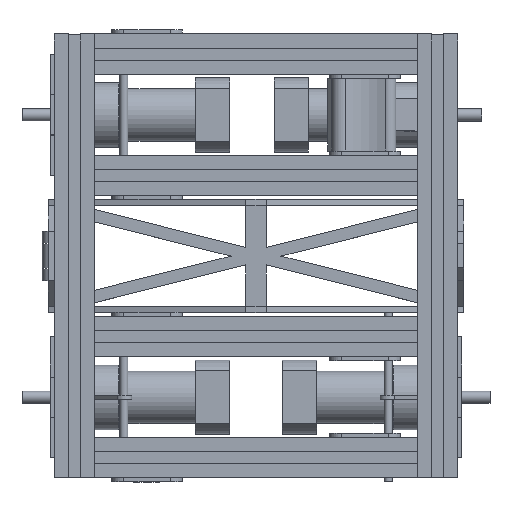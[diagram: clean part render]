
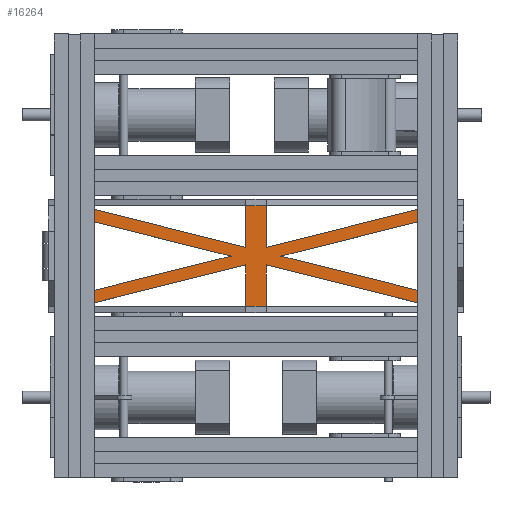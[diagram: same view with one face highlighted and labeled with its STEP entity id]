
A CAD part, top view. The second image highlights one B-rep face of the part: STEP entity #16264.
In plain terms, the highlighted planar face has unit normal (0, 0, 1).
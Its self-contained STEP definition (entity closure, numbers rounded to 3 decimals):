
#989=FACE_OUTER_BOUND('',#1968,.T.);
#1968=EDGE_LOOP('',(#11934,#11935,#11936,#11937,#11938,#11939,#11940,#11941,
#11942,#11943,#11944,#11945,#11946,#11947,#11948,#11949,#11950,#11951,#11952,
#11953,#11954,#11955,#11956,#11957,#11958,#11959,#11960,#11961,#11962,#11963));
#3576=LINE('',#24056,#5366);
#3582=LINE('',#24068,#5372);
#3585=LINE('',#24074,#5375);
#3612=LINE('',#24125,#5402);
#3640=LINE('',#24183,#5430);
#3642=LINE('',#24187,#5432);
#3644=LINE('',#24190,#5434);
#3652=LINE('',#24210,#5442);
#3660=LINE('',#24225,#5450);
#3689=LINE('',#24281,#5479);
#3692=LINE('',#24286,#5482);
#3719=LINE('',#24362,#5509);
#3722=LINE('',#24368,#5512);
#3725=LINE('',#24372,#5515);
#3726=LINE('',#24375,#5516);
#3730=LINE('',#24383,#5520);
#3733=LINE('',#24387,#5523);
#3735=LINE('',#24392,#5525);
#3738=LINE('',#24396,#5528);
#3740=LINE('',#24401,#5530);
#3743=LINE('',#24407,#5533);
#3746=LINE('',#24413,#5536);
#3749=LINE('',#24417,#5539);
#3750=LINE('',#24420,#5540);
#3754=LINE('',#24428,#5544);
#3757=LINE('',#24432,#5547);
#3759=LINE('',#24437,#5549);
#3762=LINE('',#24443,#5552);
#3765=LINE('',#24447,#5555);
#3767=LINE('',#24450,#5557);
#5366=VECTOR('',#19488,10.);
#5372=VECTOR('',#19494,10.);
#5375=VECTOR('',#19497,10.);
#5402=VECTOR('',#19538,10.);
#5430=VECTOR('',#19580,10.);
#5432=VECTOR('',#19582,10.);
#5434=VECTOR('',#19584,10.);
#5442=VECTOR('',#19600,10.);
#5450=VECTOR('',#19610,10.);
#5479=VECTOR('',#19653,10.);
#5482=VECTOR('',#19656,10.);
#5509=VECTOR('',#19745,10.);
#5512=VECTOR('',#19750,10.);
#5515=VECTOR('',#19755,10.);
#5516=VECTOR('',#19758,10.);
#5520=VECTOR('',#19764,10.);
#5523=VECTOR('',#19769,10.);
#5525=VECTOR('',#19773,10.);
#5528=VECTOR('',#19778,10.);
#5530=VECTOR('',#19782,10.);
#5533=VECTOR('',#19787,10.);
#5536=VECTOR('',#19792,10.);
#5539=VECTOR('',#19797,10.);
#5540=VECTOR('',#19800,10.);
#5544=VECTOR('',#19806,10.);
#5547=VECTOR('',#19811,10.);
#5549=VECTOR('',#19815,10.);
#5552=VECTOR('',#19820,10.);
#5555=VECTOR('',#19825,10.);
#5557=VECTOR('',#19829,10.);
#7172=VERTEX_POINT('',#24054);
#7173=VERTEX_POINT('',#24055);
#7178=VERTEX_POINT('',#24065);
#7179=VERTEX_POINT('',#24067);
#7181=VERTEX_POINT('',#24071);
#7182=VERTEX_POINT('',#24073);
#7199=VERTEX_POINT('',#24123);
#7209=VERTEX_POINT('',#24149);
#7213=VERTEX_POINT('',#24159);
#7222=VERTEX_POINT('',#24182);
#7223=VERTEX_POINT('',#24184);
#7224=VERTEX_POINT('',#24186);
#7225=VERTEX_POINT('',#24189);
#7233=VERTEX_POINT('',#24208);
#7239=VERTEX_POINT('',#24224);
#7259=VERTEX_POINT('',#24280);
#7261=VERTEX_POINT('',#24284);
#7278=VERTEX_POINT('',#24359);
#7279=VERTEX_POINT('',#24361);
#7281=VERTEX_POINT('',#24367);
#7282=VERTEX_POINT('',#24374);
#7285=VERTEX_POINT('',#24382);
#7287=VERTEX_POINT('',#24391);
#7289=VERTEX_POINT('',#24400);
#7291=VERTEX_POINT('',#24406);
#7293=VERTEX_POINT('',#24412);
#7294=VERTEX_POINT('',#24419);
#7297=VERTEX_POINT('',#24427);
#7299=VERTEX_POINT('',#24436);
#7301=VERTEX_POINT('',#24442);
#8852=EDGE_CURVE('',#7172,#7173,#3576,.T.);
#8858=EDGE_CURVE('',#7179,#7178,#3582,.T.);
#8861=EDGE_CURVE('',#7182,#7181,#3585,.T.);
#8888=EDGE_CURVE('',#7173,#7199,#3612,.T.);
#8916=EDGE_CURVE('',#7209,#7222,#3640,.T.);
#8918=EDGE_CURVE('',#7224,#7223,#3642,.T.);
#8920=EDGE_CURVE('',#7225,#7213,#3644,.T.);
#8930=EDGE_CURVE('',#7222,#7233,#3652,.T.);
#8938=EDGE_CURVE('',#7239,#7172,#3660,.T.);
#8967=EDGE_CURVE('',#7259,#7225,#3689,.T.);
#8970=EDGE_CURVE('',#7178,#7261,#3692,.T.);
#9007=EDGE_CURVE('',#7279,#7278,#3719,.T.);
#9010=EDGE_CURVE('',#7281,#7279,#3722,.T.);
#9013=EDGE_CURVE('',#7261,#7281,#3725,.T.);
#9014=EDGE_CURVE('',#7282,#7179,#3726,.T.);
#9018=EDGE_CURVE('',#7285,#7282,#3730,.T.);
#9021=EDGE_CURVE('',#7181,#7285,#3733,.T.);
#9023=EDGE_CURVE('',#7287,#7182,#3735,.T.);
#9026=EDGE_CURVE('',#7199,#7287,#3738,.T.);
#9028=EDGE_CURVE('',#7289,#7239,#3740,.T.);
#9031=EDGE_CURVE('',#7291,#7289,#3743,.T.);
#9034=EDGE_CURVE('',#7293,#7291,#3746,.T.);
#9037=EDGE_CURVE('',#7233,#7293,#3749,.T.);
#9038=EDGE_CURVE('',#7294,#7209,#3750,.T.);
#9042=EDGE_CURVE('',#7297,#7294,#3754,.T.);
#9045=EDGE_CURVE('',#7223,#7297,#3757,.T.);
#9047=EDGE_CURVE('',#7299,#7224,#3759,.T.);
#9050=EDGE_CURVE('',#7301,#7299,#3762,.T.);
#9053=EDGE_CURVE('',#7213,#7301,#3765,.T.);
#9055=EDGE_CURVE('',#7278,#7259,#3767,.T.);
#11934=ORIENTED_EDGE('',*,*,#9055,.T.);
#11935=ORIENTED_EDGE('',*,*,#8967,.T.);
#11936=ORIENTED_EDGE('',*,*,#8920,.T.);
#11937=ORIENTED_EDGE('',*,*,#9053,.T.);
#11938=ORIENTED_EDGE('',*,*,#9050,.T.);
#11939=ORIENTED_EDGE('',*,*,#9047,.T.);
#11940=ORIENTED_EDGE('',*,*,#8918,.T.);
#11941=ORIENTED_EDGE('',*,*,#9045,.T.);
#11942=ORIENTED_EDGE('',*,*,#9042,.T.);
#11943=ORIENTED_EDGE('',*,*,#9038,.T.);
#11944=ORIENTED_EDGE('',*,*,#8916,.T.);
#11945=ORIENTED_EDGE('',*,*,#8930,.T.);
#11946=ORIENTED_EDGE('',*,*,#9037,.T.);
#11947=ORIENTED_EDGE('',*,*,#9034,.T.);
#11948=ORIENTED_EDGE('',*,*,#9031,.T.);
#11949=ORIENTED_EDGE('',*,*,#9028,.T.);
#11950=ORIENTED_EDGE('',*,*,#8938,.T.);
#11951=ORIENTED_EDGE('',*,*,#8852,.T.);
#11952=ORIENTED_EDGE('',*,*,#8888,.T.);
#11953=ORIENTED_EDGE('',*,*,#9026,.T.);
#11954=ORIENTED_EDGE('',*,*,#9023,.T.);
#11955=ORIENTED_EDGE('',*,*,#8861,.T.);
#11956=ORIENTED_EDGE('',*,*,#9021,.T.);
#11957=ORIENTED_EDGE('',*,*,#9018,.T.);
#11958=ORIENTED_EDGE('',*,*,#9014,.T.);
#11959=ORIENTED_EDGE('',*,*,#8858,.T.);
#11960=ORIENTED_EDGE('',*,*,#8970,.T.);
#11961=ORIENTED_EDGE('',*,*,#9013,.T.);
#11962=ORIENTED_EDGE('',*,*,#9010,.T.);
#11963=ORIENTED_EDGE('',*,*,#9007,.T.);
#15551=PLANE('',#17525);
#16264=ADVANCED_FACE('',(#989),#15551,.T.);
#17525=AXIS2_PLACEMENT_3D('',#24451,#19830,#19831);
#19488=DIRECTION('',(1.,0.,0.));
#19494=DIRECTION('',(1.,0.,0.));
#19497=DIRECTION('',(1.,0.,0.));
#19538=DIRECTION('',(1.,0.,0.));
#19580=DIRECTION('',(-1.,0.,0.));
#19582=DIRECTION('',(-1.,0.,0.));
#19584=DIRECTION('',(-1.,0.,0.));
#19600=DIRECTION('',(0.,-1.,0.));
#19610=DIRECTION('',(0.,-1.,0.));
#19653=DIRECTION('',(0.,1.,0.));
#19656=DIRECTION('',(0.,1.,0.));
#19745=DIRECTION('',(0.97,0.243,0.));
#19750=DIRECTION('',(-0.97,0.243,0.));
#19755=DIRECTION('',(-1.,0.,0.));
#19758=DIRECTION('',(1.,0.,0.));
#19764=DIRECTION('',(0.97,-0.243,0.));
#19769=DIRECTION('',(0.,1.,0.));
#19773=DIRECTION('',(0.,-1.,0.));
#19778=DIRECTION('',(0.97,0.243,0.));
#19782=DIRECTION('',(-1.,0.,0.));
#19787=DIRECTION('',(-0.97,-0.243,0.));
#19792=DIRECTION('',(0.97,-0.243,0.));
#19797=DIRECTION('',(1.,0.,0.));
#19800=DIRECTION('',(-1.,0.,0.));
#19806=DIRECTION('',(-0.97,0.243,0.));
#19811=DIRECTION('',(0.,-1.,0.));
#19815=DIRECTION('',(0.,1.,0.));
#19820=DIRECTION('',(-0.97,-0.243,0.));
#19825=DIRECTION('',(-1.,0.,0.));
#19829=DIRECTION('',(1.,0.,0.));
#19830=DIRECTION('center_axis',(0.,0.,1.));
#19831=DIRECTION('ref_axis',(1.,0.,0.));
#24054=CARTESIAN_POINT('',(-100.,-25.,3.));
#24055=CARTESIAN_POINT('',(-93.163,-25.,3.));
#24056=CARTESIAN_POINT('',(100.,-25.,3.));
#24065=CARTESIAN_POINT('',(100.,-25.,3.));
#24067=CARTESIAN_POINT('',(93.163,-25.,3.));
#24068=CARTESIAN_POINT('',(100.,-25.,3.));
#24071=CARTESIAN_POINT('',(5.,-25.,3.));
#24073=CARTESIAN_POINT('',(-5.,-25.,3.));
#24074=CARTESIAN_POINT('',(100.,-25.,3.));
#24123=CARTESIAN_POINT('',(-87.631,-25.,3.));
#24125=CARTESIAN_POINT('',(100.,-25.,3.));
#24149=CARTESIAN_POINT('',(-93.163,25.,3.));
#24159=CARTESIAN_POINT('',(93.163,25.,3.));
#24182=CARTESIAN_POINT('',(-100.,25.,3.));
#24183=CARTESIAN_POINT('',(-100.,25.,3.));
#24184=CARTESIAN_POINT('',(-5.,25.,3.));
#24186=CARTESIAN_POINT('',(5.,25.,3.));
#24187=CARTESIAN_POINT('',(-100.,25.,3.));
#24189=CARTESIAN_POINT('',(100.,25.,3.));
#24190=CARTESIAN_POINT('',(-100.,25.,3.));
#24208=CARTESIAN_POINT('',(-100.,18.815,3.));
#24210=CARTESIAN_POINT('',(-100.,-25.,3.));
#24224=CARTESIAN_POINT('',(-100.,-18.815,3.));
#24225=CARTESIAN_POINT('',(-100.,-25.,3.));
#24280=CARTESIAN_POINT('',(100.,18.815,3.));
#24281=CARTESIAN_POINT('',(100.,25.,3.));
#24284=CARTESIAN_POINT('',(100.,-18.815,3.));
#24286=CARTESIAN_POINT('',(100.,25.,3.));
#24359=CARTESIAN_POINT('',(87.631,18.815,3.));
#24361=CARTESIAN_POINT('',(12.369,0.,3.));
#24362=CARTESIAN_POINT('',(100.728,22.09,3.));
#24367=CARTESIAN_POINT('',(87.631,-18.815,3.));
#24368=CARTESIAN_POINT('',(-99.272,27.91,3.));
#24372=CARTESIAN_POINT('',(87.631,-18.815,3.));
#24374=CARTESIAN_POINT('',(87.631,-25.,3.));
#24375=CARTESIAN_POINT('',(100.,-25.,3.));
#24382=CARTESIAN_POINT('',(5.,-4.342,3.));
#24383=CARTESIAN_POINT('',(-100.728,22.09,3.));
#24387=CARTESIAN_POINT('',(5.,25.,3.));
#24391=CARTESIAN_POINT('',(-5.,-4.342,3.));
#24392=CARTESIAN_POINT('',(-5.,25.,3.));
#24396=CARTESIAN_POINT('',(100.728,22.09,3.));
#24400=CARTESIAN_POINT('',(-87.631,-18.815,3.));
#24401=CARTESIAN_POINT('',(-100.,-18.815,3.));
#24406=CARTESIAN_POINT('',(-12.369,0.,3.));
#24407=CARTESIAN_POINT('',(99.272,27.91,3.));
#24412=CARTESIAN_POINT('',(-87.631,18.815,3.));
#24413=CARTESIAN_POINT('',(-100.728,22.09,3.));
#24417=CARTESIAN_POINT('',(-87.631,18.815,3.));
#24419=CARTESIAN_POINT('',(-87.631,25.,3.));
#24420=CARTESIAN_POINT('',(-100.,25.,3.));
#24427=CARTESIAN_POINT('',(-5.,4.342,3.));
#24428=CARTESIAN_POINT('',(-99.272,27.91,3.));
#24432=CARTESIAN_POINT('',(-5.,25.,3.));
#24436=CARTESIAN_POINT('',(5.,4.342,3.));
#24437=CARTESIAN_POINT('',(5.,25.,3.));
#24442=CARTESIAN_POINT('',(87.631,25.,3.));
#24443=CARTESIAN_POINT('',(99.272,27.91,3.));
#24447=CARTESIAN_POINT('',(-100.,25.,3.));
#24450=CARTESIAN_POINT('',(87.631,18.815,3.));
#24451=CARTESIAN_POINT('Origin',(0.,0.,
3.));
